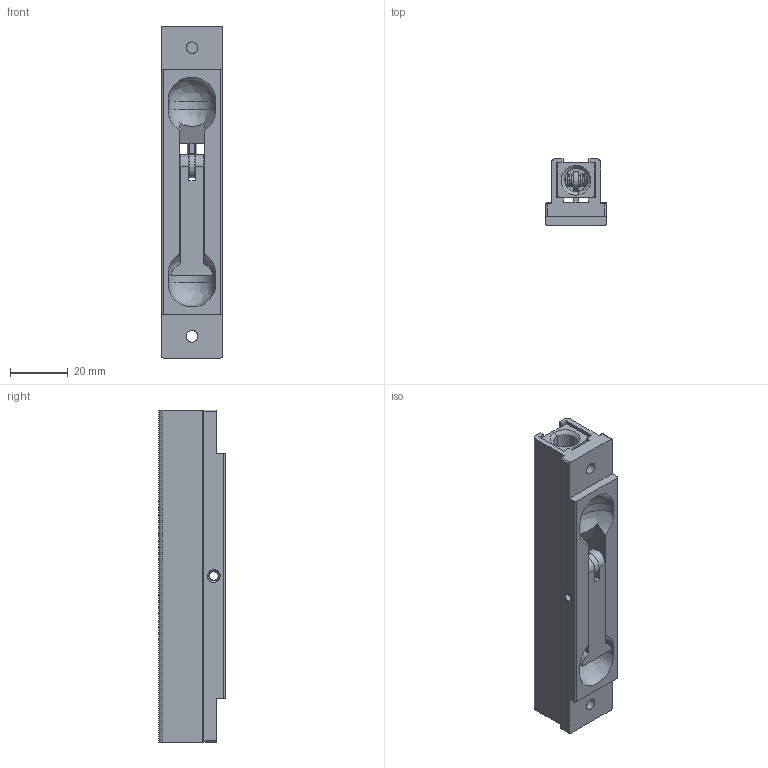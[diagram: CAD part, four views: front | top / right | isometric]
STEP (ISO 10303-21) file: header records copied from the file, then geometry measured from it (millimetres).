
FILE_DESCRIPTION((''),'2;1');
FILE_NAME('','2005-07-15T16:30:29',(''),(''),'','CADfix','');
FILE_SCHEMA(('AUTOMOTIVE_DESIGN'));
Length unit declared in the file: millimetre
Products named in the file (8): pin_B; lever; spring; pin_A; joint; housing; arm; TL_308_8363_36
Assembly tree (7 placements, depth 2):
  TL_308_8363_36
    pin_B
    lever
    spring
    pin_A
    joint
    housing
    arm
Bounding box: 21 x 23.1 x 115 mm (x, y, z)
Volume: 27718.2 mm3; surface area: 23679.4 mm2
Topology: 7 solids, 7 shells, 206 faces, 651 edges, 459 vertices
Faces by surface type: bspline 206
Entity records: 9704 total; most frequent: CARTESIAN_POINT 5851, ORIENTED_EDGE 1302, EDGE_CURVE 651, VERTEX_POINT 459, QUASI_UNIFORM_CURVE 271, EDGE_LOOP 232, FACE_OUTER_BOUND 206, ADVANCED_FACE 206
